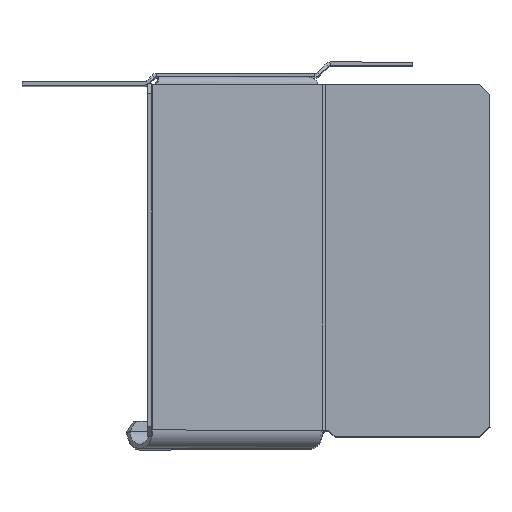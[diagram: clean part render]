
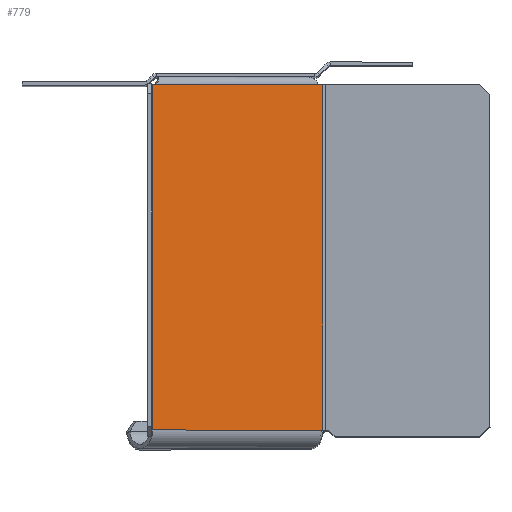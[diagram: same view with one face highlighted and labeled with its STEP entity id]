
A CAD part, top view. The second image highlights one B-rep face of the part: STEP entity #779.
In plain terms, the highlighted face is planar.
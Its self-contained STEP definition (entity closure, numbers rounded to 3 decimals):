
#24=DIRECTION('',(0.,1.,0.));
#25=VECTOR('',#24,103.505);
#26=CARTESIAN_POINT('',(-290.833,172.691,0.));
#27=LINE('',#26,#25);
#32=DIRECTION('',(-1.,0.,0.));
#33=VECTOR('',#32,68.369);
#34=CARTESIAN_POINT('',(-220.649,276.196,0.));
#35=LINE('',#34,#33);
#36=DIRECTION('',(-1.,0.,0.));
#37=VECTOR('',#36,1.815);
#38=CARTESIAN_POINT('',(-218.833,276.196,0.));
#39=LINE('',#38,#37);
#48=CARTESIAN_POINT('',(-289.018,276.196,0.));
#118=DIRECTION('',(0.,-1.,0.));
#119=VECTOR('',#118,103.505);
#120=CARTESIAN_POINT('',(-218.833,276.196,0.));
#121=LINE('',#120,#119);
#292=DIRECTION('',(-1.,0.,0.));
#293=VECTOR('',#292,72.);
#294=CARTESIAN_POINT('',(-218.833,172.691,0.));
#295=LINE('',#294,#293);
#404=DIRECTION('',(1.,0.,0.));
#405=VECTOR('',#404,1.815);
#406=CARTESIAN_POINT('',(-290.833,276.196,0.));
#407=LINE('',#406,#405);
#590=CARTESIAN_POINT('',(-290.833,172.691,0.));
#592=VERTEX_POINT('',#590);
#595=CARTESIAN_POINT('',(-218.833,172.691,0.));
#596=VERTEX_POINT('',#595);
#692=CARTESIAN_POINT('',(-290.833,276.196,0.));
#694=VERTEX_POINT('',#692);
#717=CARTESIAN_POINT('',(-218.833,276.196,0.));
#719=VERTEX_POINT('',#717);
#728=VERTEX_POINT('',#48);
#729=CARTESIAN_POINT('',(-220.649,276.196,0.));
#730=VERTEX_POINT('',#729);
#761=CARTESIAN_POINT('',(0.,25.465,0.));
#762=DIRECTION('',(0.,0.,1.));
#763=DIRECTION('',(1.,0.,0.));
#764=AXIS2_PLACEMENT_3D('',#761,#762,#763);
#765=PLANE('',#764);
#767=ORIENTED_EDGE('',*,*,#766,.T.);
#769=ORIENTED_EDGE('',*,*,#768,.F.);
#770=ORIENTED_EDGE('',*,*,#751,.F.);
#772=ORIENTED_EDGE('',*,*,#771,.F.);
#774=ORIENTED_EDGE('',*,*,#773,.F.);
#776=ORIENTED_EDGE('',*,*,#775,.T.);
#777=EDGE_LOOP('',(#767,#769,#770,#772,#774,#776));
#778=FACE_OUTER_BOUND('',#777,.F.);
#779=ADVANCED_FACE('',(#778),#765,.F.);
#751=EDGE_CURVE('',#592,#694,#27,.T.);
#766=EDGE_CURVE('',#730,#728,#35,.T.);
#768=EDGE_CURVE('',#694,#728,#407,.T.);
#771=EDGE_CURVE('',#596,#592,#295,.T.);
#773=EDGE_CURVE('',#719,#596,#121,.T.);
#775=EDGE_CURVE('',#719,#730,#39,.T.);
